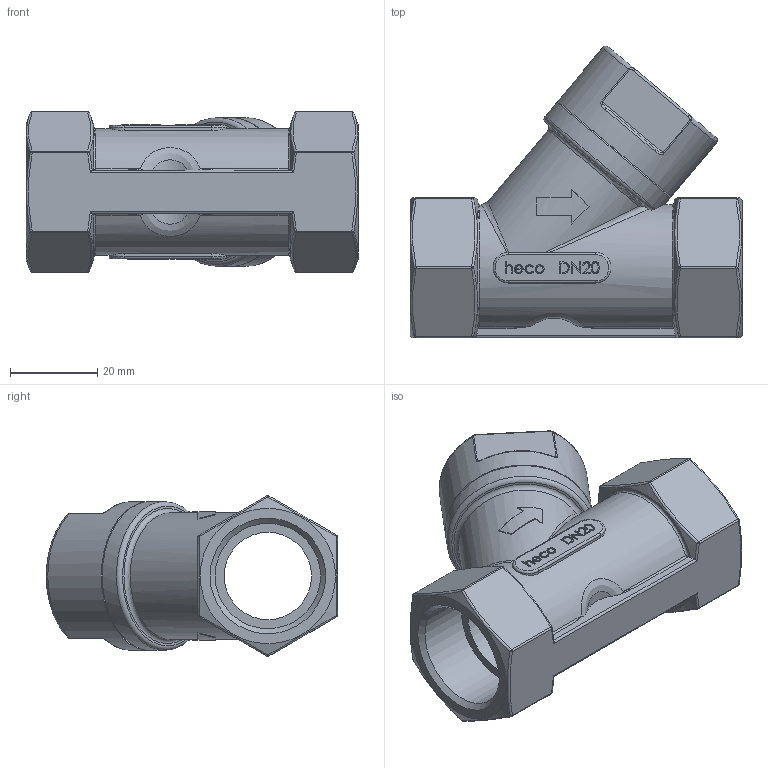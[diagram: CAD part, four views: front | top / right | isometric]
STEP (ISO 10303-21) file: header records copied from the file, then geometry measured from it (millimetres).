
FILE_DESCRIPTION (( 'STEP AP214' ), '1' );
FILE_NAME ('RV-034-000-4 Rückschlagventil heco.STEP', '2013-12-10T09:03:05', ( 'test' ), ( '' ), 'SwSTEP 2.0', 'SolidWorks 2011', '' );
FILE_SCHEMA (( 'AUTOMOTIVE_DESIGN' ));
Length unit declared in the file: millimetre
Products named in the file (1): RV-034-000-4 Rückschlagventil heco
Bounding box: 76 x 66.73 x 36.8 mm (x, y, z)
Volume: 59255.8 mm3; surface area: 18072.3 mm2
Topology: 1 solids, 5 shells, 465 faces, 1166 edges, 732 vertices
Faces by surface type: plane 205, bspline 172, cylinder 45, sphere 24, torus 12, cone 7
Full cylindrical faces by diameter (mm): 20 x1, 24.117 x2, 34 x2
Entity records: 29369 total; most frequent: CARTESIAN_POINT 14559, ORIENTED_EDGE 2274, DIRECTION 1449, EDGE_CURVE 1137, VERTEX_POINT 729, VECTOR 579, LINE 579, EDGE_LOOP 516
